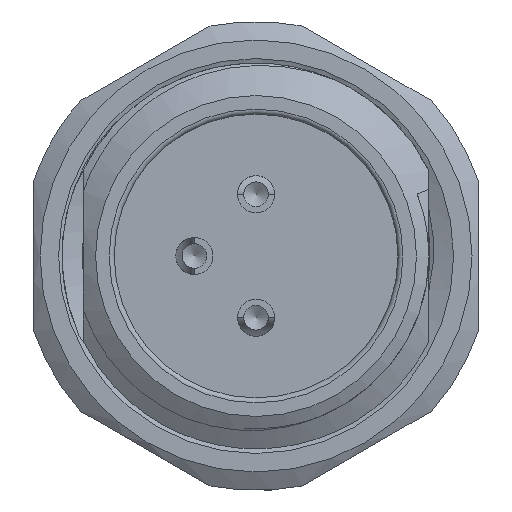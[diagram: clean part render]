
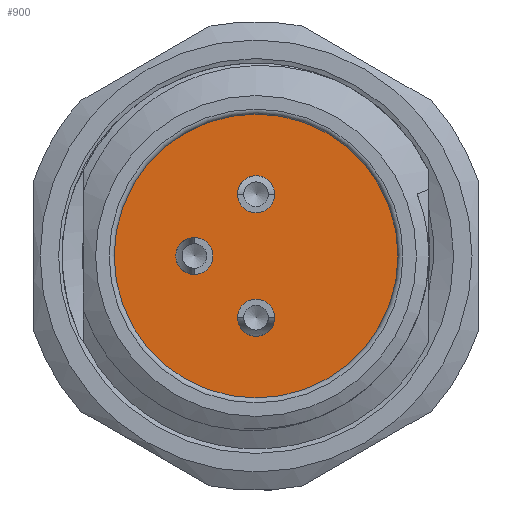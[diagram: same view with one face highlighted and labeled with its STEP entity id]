
A CAD part, front view. The second image highlights one B-rep face of the part: STEP entity #900.
In plain terms, the highlighted planar face has unit normal (0, -1, 0).
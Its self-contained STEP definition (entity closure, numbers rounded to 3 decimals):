
#430=PLANE('',#2985);
#733=FACE_BOUND('',#1231,.T.);
#734=FACE_BOUND('',#1232,.T.);
#735=FACE_BOUND('',#1233,.T.);
#736=FACE_BOUND('',#1234,.T.);
#900=ADVANCED_FACE('',(#733,#734,#735,#736),#430,.T.);
#1231=EDGE_LOOP('',(#1951));
#1232=EDGE_LOOP('',(#1952));
#1233=EDGE_LOOP('',(#1953));
#1234=EDGE_LOOP('',(#1954));
#1951=ORIENTED_EDGE('',*,*,#2647,.T.);
#1952=ORIENTED_EDGE('',*,*,#2648,.T.);
#1953=ORIENTED_EDGE('',*,*,#2649,.T.);
#1954=ORIENTED_EDGE('',*,*,#2646,.F.);
#2267=VERTEX_POINT('',#19173);
#2268=VERTEX_POINT('',#19176);
#2269=VERTEX_POINT('',#19178);
#2270=VERTEX_POINT('',#19180);
#2646=EDGE_CURVE('',#2267,#2267,#2775,.T.);
#2647=EDGE_CURVE('',#2268,#2268,#2776,.T.);
#2648=EDGE_CURVE('',#2269,#2269,#2777,.T.);
#2649=EDGE_CURVE('',#2270,#2270,#2778,.T.);
#2775=CIRCLE('',#2980,5.75);
#2776=CIRCLE('',#2982,0.75);
#2777=CIRCLE('',#2983,0.75);
#2778=CIRCLE('',#2984,0.75);
#2980=AXIS2_PLACEMENT_3D('',#19172,#3477,#3478);
#2982=AXIS2_PLACEMENT_3D('',#19175,#3481,#3482);
#2983=AXIS2_PLACEMENT_3D('',#19177,#3483,#3484);
#2984=AXIS2_PLACEMENT_3D('',#19179,#3485,#3486);
#2985=AXIS2_PLACEMENT_3D('',#19181,#3487,#3488);
#3477=DIRECTION('',(0.,1.,0.));
#3478=DIRECTION('',(1.,0.,0.));
#3481=DIRECTION('',(0.,1.,0.));
#3482=DIRECTION('',(1.,0.,0.));
#3483=DIRECTION('',(0.,1.,0.));
#3484=DIRECTION('',(1.,0.,0.));
#3485=DIRECTION('',(0.,1.,0.));
#3486=DIRECTION('',(1.,0.,0.));
#3487=DIRECTION('',(0.,-1.,0.));
#3488=DIRECTION('',(0.,0.,1.));
#19172=CARTESIAN_POINT('',(1.939,-24.904,-7.159));
#19173=CARTESIAN_POINT('',(7.689,-24.904,-7.159));
#19175=CARTESIAN_POINT('',(1.939,-24.904,-9.659));
#19176=CARTESIAN_POINT('',(2.689,-24.904,-9.659));
#19177=CARTESIAN_POINT('',(1.939,-24.904,-4.659));
#19178=CARTESIAN_POINT('',(2.689,-24.904,-4.659));
#19179=CARTESIAN_POINT('',(-0.561,-24.904,-7.159));
#19180=CARTESIAN_POINT('',(0.189,-24.904,-7.159));
#19181=CARTESIAN_POINT('',(1.939,-24.904,-7.159));
